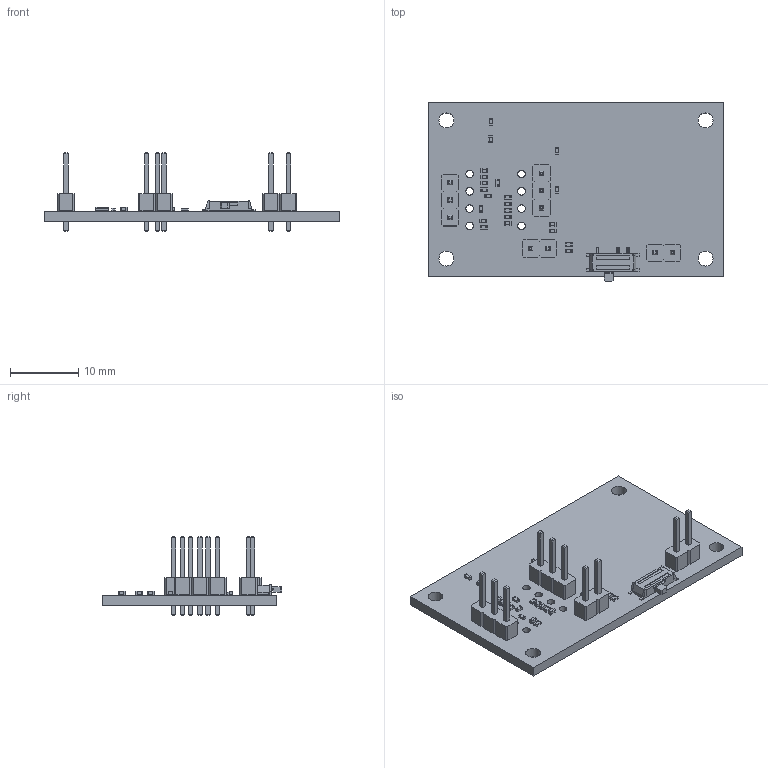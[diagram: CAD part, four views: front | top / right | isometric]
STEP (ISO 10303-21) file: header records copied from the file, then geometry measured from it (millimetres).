
FILE_DESCRIPTION(('KiCad electronic assembly'),'2;1');
FILE_NAME('pcb.step','2025-06-29T09:11:07',('Pcbnew'),('Kicad'), 'Open CASCADE STEP processor 7.8','KiCad to STEP converter','Unknown' );
FILE_SCHEMA(('AUTOMOTIVE_DESIGN { 1 0 10303 214 1 1 1 1 }'));
Length unit declared in the file: millimetre
Products named in the file (7): pcb 1; C_0402_1005Metric; R_0402_1005Metric; PinHeader_1x03_P2.54mm_Vertical; SW_SPDT_PCM12; PinHeader_1x02_P2.54mm_Vertical; pcb_PCB
Assembly tree (28 placements, depth 2):
  pcb 1
    C_0402_1005Metric  x11
    R_0402_1005Metric  x11
    PinHeader_1x03_P2.54mm_Vertical  x2
    SW_SPDT_PCM12
    PinHeader_1x02_P2.54mm_Vertical  x2
    pcb_PCB
Bounding box: 43.35 x 26.3 x 11.54 mm (x, y, z)
Volume: 1850.8 mm3; surface area: 3167.2 mm2
Topology: 28 solids, 28 shells, 1021 faces, 2580 edges, 1660 vertices
Faces by surface type: plane 764, cylinder 255, cone 2
Full cylindrical faces by diameter (mm): 0.8 x2, 0.9 x2, 1 x10, 1.118 x8, 2.2 x4
Entity records: 12904 total; most frequent: CARTESIAN_POINT 1812, ORIENTED_EDGE 1756, DIRECTION 1748, EDGE_CURVE 878, LINE 772, VECTOR 772, VERTEX_POINT 552, AXIS2_PLACEMENT_3D 488
